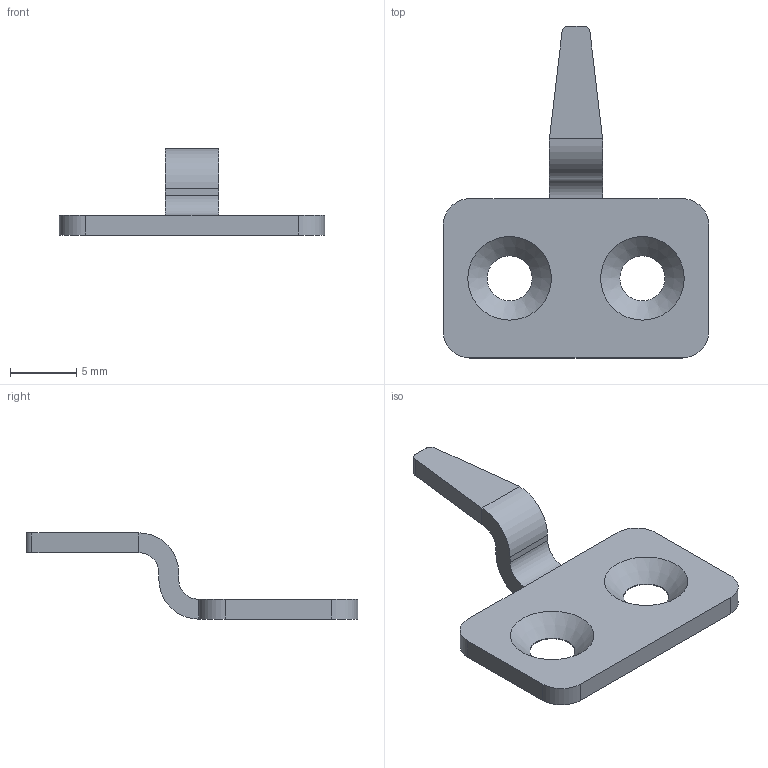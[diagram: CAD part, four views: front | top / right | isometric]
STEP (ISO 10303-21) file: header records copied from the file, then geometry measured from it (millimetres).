
FILE_DESCRIPTION(/* description */ (''),/* implementation_level */ '2;1');
FILE_NAME(/* name */ 'part6-cart_bracket.stp',/* time_stamp */ '2024-03-02T17:16:37+01:00',/* author */ ('Utente'),/* organization */ (''),/* preprocessor_version */ 'ST-DEVELOPER v20',/* originating_system */ 'Autodesk Inventor 2024',/* authorisation */ '');
FILE_SCHEMA (('AUTOMOTIVE_DESIGN { 1 0 10303 214 3 1 1 }'));
Length unit declared in the file: millimetre
Products named in the file (1): parte 6 - staffa carro
Bounding box: 20 x 25 x 6.5 mm (x, y, z)
Volume: 382.3 mm3; surface area: 703.3 mm2
Topology: 1 solids, 1 shells, 30 faces, 74 edges, 46 vertices
Faces by surface type: plane 16, cylinder 12, cone 2
Full cylindrical faces by diameter (mm): 3.4 x2
Entity records: 935 total; most frequent: DIRECTION 162, CARTESIAN_POINT 151, ORIENTED_EDGE 148, EDGE_CURVE 74, AXIS2_PLACEMENT_3D 57, LINE 48, VECTOR 48, VERTEX_POINT 46
